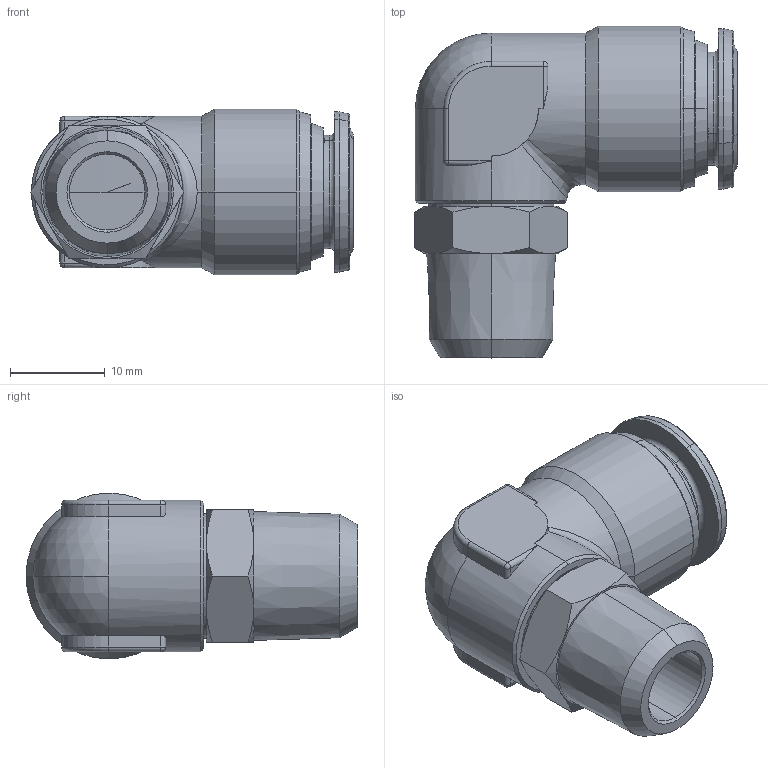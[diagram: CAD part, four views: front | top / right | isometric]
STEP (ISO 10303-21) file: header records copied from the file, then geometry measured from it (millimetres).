
FILE_DESCRIPTION (( 'STEP AP214' ), '1' );
FILE_NAME ('6011000007.step', '2012-10-16T16:32:17', ( '' ), ( '' ), 'SwSTEP 2.0', 'SolidWorks 2012', '' );
FILE_SCHEMA (( 'AUTOMOTIVE_DESIGN' ));
Length unit declared in the file: millimetre
Products named in the file (1): 6011000007
Bounding box: 34.08 x 35.05 x 17.5 mm (x, y, z)
Volume: 8584.6 mm3; surface area: 3805.8 mm2
Topology: 1 solids, 1 shells, 131 faces, 304 edges, 176 vertices
Faces by surface type: cone 42, cylinder 36, plane 36, torus 10, sphere 6, bspline 1
Entity records: 5355 total; most frequent: CARTESIAN_POINT 942, DIRECTION 652, ORIENTED_EDGE 596, EDGE_CURVE 298, AXIS2_PLACEMENT_3D 272, VERTEX_POINT 176, EDGE_LOOP 142, CIRCLE 141
